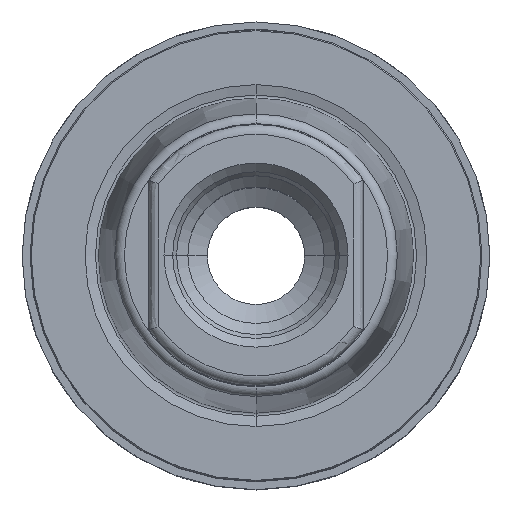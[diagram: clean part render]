
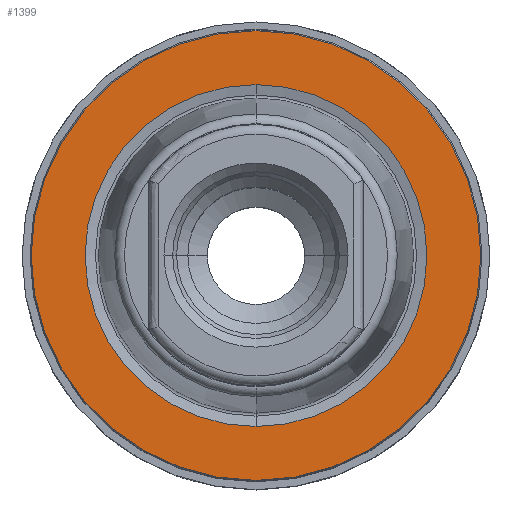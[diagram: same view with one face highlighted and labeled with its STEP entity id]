
A CAD part, top view. The second image highlights one B-rep face of the part: STEP entity #1399.
In plain terms, the highlighted planar face has unit normal (0, 0, 1).
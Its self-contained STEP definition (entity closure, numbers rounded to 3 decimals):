
#331=CARTESIAN_POINT('',(0.,0.,0.));
#332=DIRECTION('',(0.,0.,-1.));
#333=DIRECTION('',(0.,1.,0.));
#334=AXIS2_PLACEMENT_3D('',#331,#332,#333);
#339=CARTESIAN_POINT('',(0.,0.,0.));
#340=DIRECTION('',(0.,0.,-1.));
#341=DIRECTION('',(0.,-1.,0.));
#342=AXIS2_PLACEMENT_3D('',#339,#340,#341);
#347=CARTESIAN_POINT('',(0.,0.,0.));
#348=DIRECTION('',(0.,0.,-1.));
#349=DIRECTION('',(0.,-1.,0.));
#350=AXIS2_PLACEMENT_3D('',#347,#348,#349);
#369=CARTESIAN_POINT('',(0.,0.,0.));
#370=DIRECTION('',(0.,0.,1.));
#371=DIRECTION('',(0.,-1.,0.));
#372=AXIS2_PLACEMENT_3D('',#369,#370,#371);
#977=CARTESIAN_POINT('',(0.,-8.776,0.));
#979=VERTEX_POINT('',#977);
#987=CARTESIAN_POINT('',(0.,8.776,0.));
#989=VERTEX_POINT('',#987);
#1075=CARTESIAN_POINT('',(0.,11.542,0.));
#1076=VERTEX_POINT('',#1075);
#1077=CARTESIAN_POINT('',(0.,-11.542,0.));
#1078=VERTEX_POINT('',#1077);
#1384=CARTESIAN_POINT('',(0.,0.,0.));
#1385=DIRECTION('',(0.,0.,-1.));
#1386=DIRECTION('',(0.,1.,0.));
#1387=AXIS2_PLACEMENT_3D('',#1384,#1385,#1386);
#1388=PLANE('',#1387);
#1389=ORIENTED_EDGE('',*,*,#1378,.T.);
#1390=ORIENTED_EDGE('',*,*,#1364,.T.);
#1391=EDGE_LOOP('',(#1389,#1390));
#1392=FACE_OUTER_BOUND('',#1391,.F.);
#1394=ORIENTED_EDGE('',*,*,#1393,.F.);
#1396=ORIENTED_EDGE('',*,*,#1395,.T.);
#1397=EDGE_LOOP('',(#1394,#1396));
#1398=FACE_BOUND('',#1397,.F.);
#335=CIRCLE('',#334,11.542);
#343=CIRCLE('',#342,11.542);
#351=CIRCLE('',#350,8.776);
#373=CIRCLE('',#372,8.776);
#1364=EDGE_CURVE('',#1078,#1076,#343,.T.);
#1378=EDGE_CURVE('',#1076,#1078,#335,.T.);
#1393=EDGE_CURVE('',#979,#989,#351,.T.);
#1395=EDGE_CURVE('',#979,#989,#373,.T.);
#1399=ADVANCED_FACE('',(#1392,#1398),#1388,.F.);
